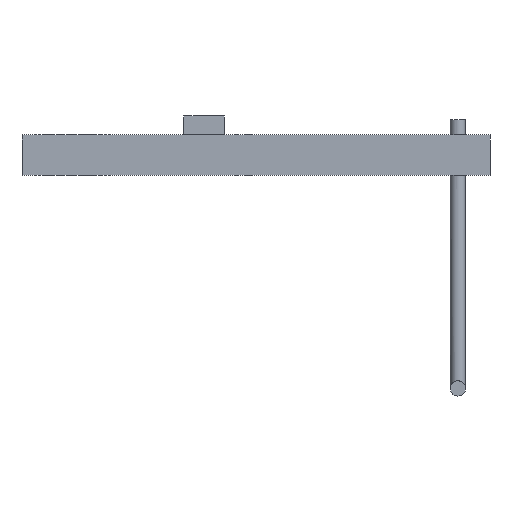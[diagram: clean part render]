
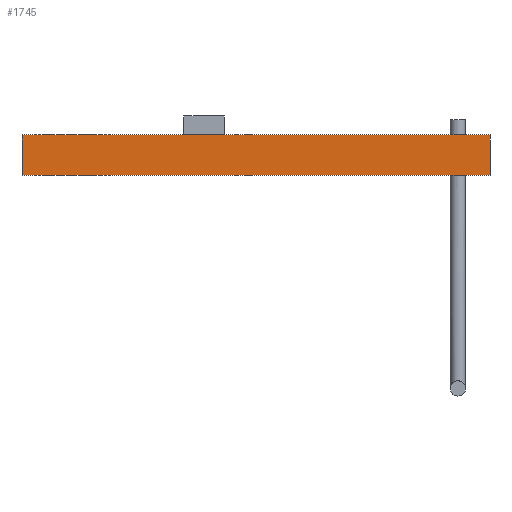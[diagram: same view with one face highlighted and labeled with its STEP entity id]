
A CAD part, left-side view. The second image highlights one B-rep face of the part: STEP entity #1745.
In plain terms, the highlighted planar face has unit normal (-1, 0, 0).
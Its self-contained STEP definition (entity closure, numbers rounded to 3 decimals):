
#48 = DIRECTION ( 'NONE',  ( 0., 0., -1. ) ) ;
#126 = VECTOR ( 'NONE', #249, 1000. ) ;
#161 = LINE ( 'NONE', #1305, #1705 ) ;
#189 = PLANE ( 'NONE',  #873 ) ;
#204 = CARTESIAN_POINT ( 'NONE',  ( -7., -9.25, 1.6 ) ) ;
#228 = DIRECTION ( 'NONE',  ( 0., 1., 0. ) ) ;
#249 = DIRECTION ( 'NONE',  ( 0., -1., 0. ) ) ;
#263 = EDGE_CURVE ( 'NONE', #998, #661, #832, .T. ) ;
#304 = EDGE_LOOP ( 'NONE', ( #307, #1617, #1660, #812 ) ) ;
#307 = ORIENTED_EDGE ( 'NONE', *, *, #263, .T. ) ;
#347 = CARTESIAN_POINT ( 'NONE',  ( -7., -9.25, 1.6 ) ) ;
#382 = EDGE_CURVE ( 'NONE', #1631, #998, #1536, .T. ) ;
#419 = VECTOR ( 'NONE', #48, 1000. ) ;
#421 = CARTESIAN_POINT ( 'NONE',  ( -7., 9.25, 0. ) ) ;
#476 = DIRECTION ( 'NONE',  ( 0., -1., 0. ) ) ;
#507 = DIRECTION ( 'NONE',  ( 0., 0., -1. ) ) ;
#592 = CARTESIAN_POINT ( 'NONE',  ( -7., 9.25, 1.6 ) ) ;
#640 = LINE ( 'NONE', #347, #1083 ) ;
#661 = VERTEX_POINT ( 'NONE', #956 ) ;
#771 = CARTESIAN_POINT ( 'NONE',  ( -7., 9.25, 1.6 ) ) ;
#812 = ORIENTED_EDGE ( 'NONE', *, *, #382, .T. ) ;
#832 = LINE ( 'NONE', #1116, #126 ) ;
#873 = AXIS2_PLACEMENT_3D ( 'NONE', #771, #917, #228 ) ;
#898 = VERTEX_POINT ( 'NONE', #204 ) ;
#917 = DIRECTION ( 'NONE',  ( 1., 0., 0. ) ) ;
#956 = CARTESIAN_POINT ( 'NONE',  ( -7., -9.25, 0. ) ) ;
#998 = VERTEX_POINT ( 'NONE', #421 ) ;
#1042 = FACE_OUTER_BOUND ( 'NONE', #304, .T. ) ;
#1083 = VECTOR ( 'NONE', #507, 1000. ) ;
#1116 = CARTESIAN_POINT ( 'NONE',  ( -7., 9.25, 0. ) ) ;
#1186 = EDGE_CURVE ( 'NONE', #1631, #898, #161, .T. ) ;
#1294 = CARTESIAN_POINT ( 'NONE',  ( -7., 9.25, 1.6 ) ) ;
#1305 = CARTESIAN_POINT ( 'NONE',  ( -7., 9.25, 1.6 ) ) ;
#1349 = EDGE_CURVE ( 'NONE', #898, #661, #640, .T. ) ;
#1536 = LINE ( 'NONE', #592, #419 ) ;
#1617 = ORIENTED_EDGE ( 'NONE', *, *, #1349, .F. ) ;
#1631 = VERTEX_POINT ( 'NONE', #1294 ) ;
#1660 = ORIENTED_EDGE ( 'NONE', *, *, #1186, .F. ) ;
#1705 = VECTOR ( 'NONE', #476, 1000. ) ;
#1745 = ADVANCED_FACE ( 'NONE', ( #1042 ), #189, .F. ) ;
